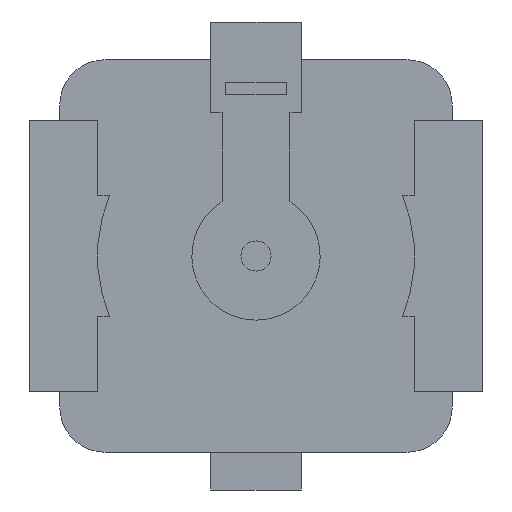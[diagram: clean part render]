
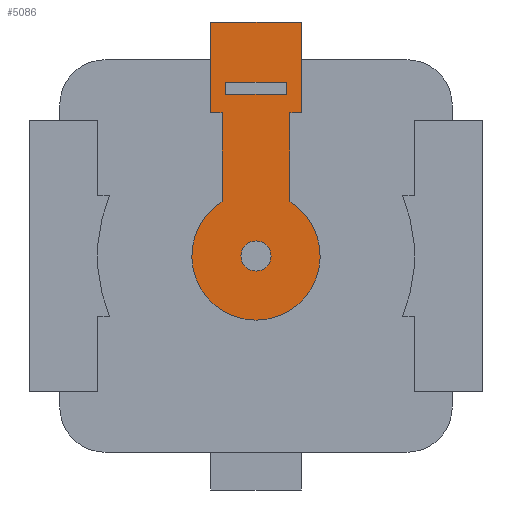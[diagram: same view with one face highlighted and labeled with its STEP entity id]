
A CAD part, front view. The second image highlights one B-rep face of the part: STEP entity #5086.
In plain terms, the highlighted planar face has unit normal (0, -1, 0).
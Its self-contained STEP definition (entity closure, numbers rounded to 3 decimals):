
#21 = DIRECTION ( 'NONE',  ( 0., -1., 0. ) ) ;
#27 = ORIENTED_EDGE ( 'NONE', *, *, #4702, .F. ) ;
#99 = CIRCLE ( 'NONE', #4338, 0.425 ) ;
#102 = CARTESIAN_POINT ( 'NONE',  ( 0.225, 0., 0. ) ) ;
#253 = AXIS2_PLACEMENT_3D ( 'NONE', #869, #954, #1410 ) ;
#264 = VECTOR ( 'NONE', #4707, 1000. ) ;
#326 = EDGE_CURVE ( 'NONE', #1635, #5220, #1433, .T. ) ;
#361 = CARTESIAN_POINT ( 'NONE',  ( -0.3, 0., 0. ) ) ;
#385 = LINE ( 'NONE', #3878, #264 ) ;
#422 = AXIS2_PLACEMENT_3D ( 'NONE', #563, #2290, #3967 ) ;
#457 = CIRCLE ( 'NONE', #422, 0.425 ) ;
#471 = CARTESIAN_POINT ( 'NONE',  ( 0., 0., 0.95 ) ) ;
#563 = CARTESIAN_POINT ( 'NONE',  ( 0., 0., 0. ) ) ;
#569 = VECTOR ( 'NONE', #694, 1000. ) ;
#612 = VERTEX_POINT ( 'NONE', #2615 ) ;
#694 = DIRECTION ( 'NONE',  ( 1., 0., 0. ) ) ;
#723 = EDGE_LOOP ( 'NONE', ( #27, #1775 ) ) ;
#797 = CARTESIAN_POINT ( 'NONE',  ( 0.2, 0., 1.15 ) ) ;
#869 = CARTESIAN_POINT ( 'NONE',  ( 0., 0., 0. ) ) ;
#874 = VECTOR ( 'NONE', #5336, 1000. ) ;
#954 = DIRECTION ( 'NONE',  ( 0., -1., 0. ) ) ;
#1043 = CARTESIAN_POINT ( 'NONE',  ( -0.2, 0., 1.07 ) ) ;
#1105 = ORIENTED_EDGE ( 'NONE', *, *, #4075, .F. ) ;
#1113 = CARTESIAN_POINT ( 'NONE',  ( 0., 0., 1.07 ) ) ;
#1141 = DIRECTION ( 'NONE',  ( 1., 0., 0. ) ) ;
#1176 = LINE ( 'NONE', #1113, #569 ) ;
#1223 = ORIENTED_EDGE ( 'NONE', *, *, #1525, .T. ) ;
#1228 = LINE ( 'NONE', #361, #2032 ) ;
#1232 = DIRECTION ( 'NONE',  ( 0., 0., -1. ) ) ;
#1241 = CARTESIAN_POINT ( 'NONE',  ( -0.3, 0., 1.55 ) ) ;
#1295 = VERTEX_POINT ( 'NONE', #3791 ) ;
#1331 = CARTESIAN_POINT ( 'NONE',  ( 0., 0., 0. ) ) ;
#1363 = EDGE_LOOP ( 'NONE', ( #3866, #3265, #3696, #5146, #5222, #2052, #4888, #4481, #1223 ) ) ;
#1410 = DIRECTION ( 'NONE',  ( 0., 0., -1. ) ) ;
#1433 = LINE ( 'NONE', #2444, #3145 ) ;
#1510 = DIRECTION ( 'NONE',  ( 0., 0., 1. ) ) ;
#1525 = EDGE_CURVE ( 'NONE', #4251, #3990, #4967, .T. ) ;
#1635 = VERTEX_POINT ( 'NONE', #1043 ) ;
#1672 = VECTOR ( 'NONE', #1510, 1000. ) ;
#1759 = VERTEX_POINT ( 'NONE', #5145 ) ;
#1770 = VERTEX_POINT ( 'NONE', #4384 ) ;
#1775 = ORIENTED_EDGE ( 'NONE', *, *, #3484, .F. ) ;
#1814 = EDGE_CURVE ( 'NONE', #612, #5318, #457, .T. ) ;
#1942 = EDGE_CURVE ( 'NONE', #2303, #4204, #3477, .T. ) ;
#1968 = FACE_OUTER_BOUND ( 'NONE', #1363, .T. ) ;
#1988 = DIRECTION ( 'NONE',  ( 0., -1., 0. ) ) ;
#2010 = CARTESIAN_POINT ( 'NONE',  ( 0., 0., 0. ) ) ;
#2032 = VECTOR ( 'NONE', #2925, 1000. ) ;
#2052 = ORIENTED_EDGE ( 'NONE', *, *, #4099, .F. ) ;
#2290 = DIRECTION ( 'NONE',  ( 0., -1., 0. ) ) ;
#2303 = VERTEX_POINT ( 'NONE', #2680 ) ;
#2415 = FACE_BOUND ( 'NONE', #3512, .T. ) ;
#2444 = CARTESIAN_POINT ( 'NONE',  ( -0.2, 0., 0. ) ) ;
#2527 = LINE ( 'NONE', #2817, #4611 ) ;
#2556 = VECTOR ( 'NONE', #3481, 1000. ) ;
#2566 = PLANE ( 'NONE',  #2946 ) ;
#2615 = CARTESIAN_POINT ( 'NONE',  ( 0., 0., -0.425 ) ) ;
#2634 = CIRCLE ( 'NONE', #4246, 0.1 ) ;
#2676 = FACE_BOUND ( 'NONE', #723, .T. ) ;
#2680 = CARTESIAN_POINT ( 'NONE',  ( -0.225, 0., 0.95 ) ) ;
#2685 = CARTESIAN_POINT ( 'NONE',  ( 0., 0., 1.55 ) ) ;
#2689 = CARTESIAN_POINT ( 'NONE',  ( 0.225, 0., 0.361 ) ) ;
#2782 = EDGE_CURVE ( 'NONE', #5220, #5105, #2527, .T. ) ;
#2817 = CARTESIAN_POINT ( 'NONE',  ( 0., 0., 1.15 ) ) ;
#2925 = DIRECTION ( 'NONE',  ( 0., 0., 1. ) ) ;
#2946 = AXIS2_PLACEMENT_3D ( 'NONE', #2974, #4624, #1232 ) ;
#2974 = CARTESIAN_POINT ( 'NONE',  ( 0., 0., 0. ) ) ;
#3031 = VECTOR ( 'NONE', #3068, 1000. ) ;
#3068 = DIRECTION ( 'NONE',  ( 0., 0., -1. ) ) ;
#3113 = CARTESIAN_POINT ( 'NONE',  ( -0.3, 0., 0.95 ) ) ;
#3145 = VECTOR ( 'NONE', #3274, 1000. ) ;
#3242 = CARTESIAN_POINT ( 'NONE',  ( 0., 0., 0.1 ) ) ;
#3265 = ORIENTED_EDGE ( 'NONE', *, *, #1942, .F. ) ;
#3274 = DIRECTION ( 'NONE',  ( 0., 0., 1. ) ) ;
#3313 = CARTESIAN_POINT ( 'NONE',  ( 0., 0., 0.95 ) ) ;
#3317 = EDGE_CURVE ( 'NONE', #4787, #4251, #5048, .T. ) ;
#3440 = CARTESIAN_POINT ( 'NONE',  ( -0.2, 0., 1.15 ) ) ;
#3477 = LINE ( 'NONE', #3313, #3817 ) ;
#3481 = DIRECTION ( 'NONE',  ( 1., 0., 0. ) ) ;
#3484 = EDGE_CURVE ( 'NONE', #4953, #1759, #2634, .T. ) ;
#3487 = CARTESIAN_POINT ( 'NONE',  ( 0.3, 0., 1.55 ) ) ;
#3512 = EDGE_LOOP ( 'NONE', ( #1105, #5236, #5080, #4542 ) ) ;
#3543 = CARTESIAN_POINT ( 'NONE',  ( 0.3, 0., 0.95 ) ) ;
#3609 = LINE ( 'NONE', #102, #3031 ) ;
#3652 = EDGE_CURVE ( 'NONE', #1635, #1295, #1176, .T. ) ;
#3696 = ORIENTED_EDGE ( 'NONE', *, *, #4971, .T. ) ;
#3725 = LINE ( 'NONE', #471, #2556 ) ;
#3757 = DIRECTION ( 'NONE',  ( -1., 0., 0. ) ) ;
#3791 = CARTESIAN_POINT ( 'NONE',  ( 0.2, 0., 1.07 ) ) ;
#3817 = VECTOR ( 'NONE', #3757, 1000. ) ;
#3864 = VECTOR ( 'NONE', #4742, 1000. ) ;
#3866 = ORIENTED_EDGE ( 'NONE', *, *, #4603, .F. ) ;
#3878 = CARTESIAN_POINT ( 'NONE',  ( 0.2, 0., 0. ) ) ;
#3967 = DIRECTION ( 'NONE',  ( 0., 0., -1. ) ) ;
#3990 = VERTEX_POINT ( 'NONE', #1241 ) ;
#4075 = EDGE_CURVE ( 'NONE', #1295, #5105, #385, .T. ) ;
#4099 = EDGE_CURVE ( 'NONE', #4846, #5318, #3609, .T. ) ;
#4204 = VERTEX_POINT ( 'NONE', #3113 ) ;
#4246 = AXIS2_PLACEMENT_3D ( 'NONE', #2010, #1988, #4765 ) ;
#4248 = LINE ( 'NONE', #5319, #874 ) ;
#4251 = VERTEX_POINT ( 'NONE', #3487 ) ;
#4308 = DIRECTION ( 'NONE',  ( 0., 0., -1. ) ) ;
#4338 = AXIS2_PLACEMENT_3D ( 'NONE', #1331, #21, #4308 ) ;
#4384 = CARTESIAN_POINT ( 'NONE',  ( -0.225, 0., 0.361 ) ) ;
#4481 = ORIENTED_EDGE ( 'NONE', *, *, #3317, .T. ) ;
#4542 = ORIENTED_EDGE ( 'NONE', *, *, #2782, .T. ) ;
#4603 = EDGE_CURVE ( 'NONE', #4204, #3990, #1228, .T. ) ;
#4611 = VECTOR ( 'NONE', #1141, 1000. ) ;
#4624 = DIRECTION ( 'NONE',  ( 0., -1., 0. ) ) ;
#4702 = EDGE_CURVE ( 'NONE', #1759, #4953, #4753, .T. ) ;
#4707 = DIRECTION ( 'NONE',  ( 0., 0., 1. ) ) ;
#4714 = EDGE_CURVE ( 'NONE', #4846, #4787, #3725, .T. ) ;
#4742 = DIRECTION ( 'NONE',  ( -1., 0., 0. ) ) ;
#4753 = CIRCLE ( 'NONE', #253, 0.1 ) ;
#4765 = DIRECTION ( 'NONE',  ( 0., 0., -1. ) ) ;
#4787 = VERTEX_POINT ( 'NONE', #3543 ) ;
#4846 = VERTEX_POINT ( 'NONE', #5276 ) ;
#4888 = ORIENTED_EDGE ( 'NONE', *, *, #4714, .T. ) ;
#4953 = VERTEX_POINT ( 'NONE', #3242 ) ;
#4967 = LINE ( 'NONE', #2685, #3864 ) ;
#4971 = EDGE_CURVE ( 'NONE', #2303, #1770, #4248, .T. ) ;
#5048 = LINE ( 'NONE', #5223, #1672 ) ;
#5080 = ORIENTED_EDGE ( 'NONE', *, *, #326, .T. ) ;
#5086 = ADVANCED_FACE ( 'NONE', ( #1968, #2676, #2415 ), #2566, .T. ) ;
#5105 = VERTEX_POINT ( 'NONE', #797 ) ;
#5145 = CARTESIAN_POINT ( 'NONE',  ( 0., 0., -0.1 ) ) ;
#5146 = ORIENTED_EDGE ( 'NONE', *, *, #5195, .T. ) ;
#5195 = EDGE_CURVE ( 'NONE', #1770, #612, #99, .T. ) ;
#5220 = VERTEX_POINT ( 'NONE', #3440 ) ;
#5222 = ORIENTED_EDGE ( 'NONE', *, *, #1814, .T. ) ;
#5223 = CARTESIAN_POINT ( 'NONE',  ( 0.3, 0., 0. ) ) ;
#5236 = ORIENTED_EDGE ( 'NONE', *, *, #3652, .F. ) ;
#5276 = CARTESIAN_POINT ( 'NONE',  ( 0.225, 0., 0.95 ) ) ;
#5318 = VERTEX_POINT ( 'NONE', #2689 ) ;
#5319 = CARTESIAN_POINT ( 'NONE',  ( -0.225, 0., 0. ) ) ;
#5336 = DIRECTION ( 'NONE',  ( 0., 0., -1. ) ) ;
